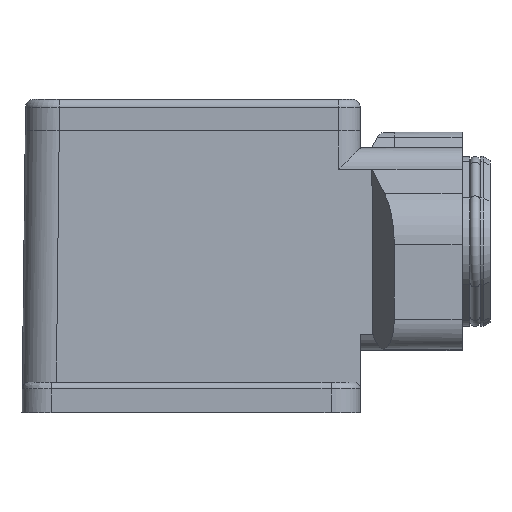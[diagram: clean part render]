
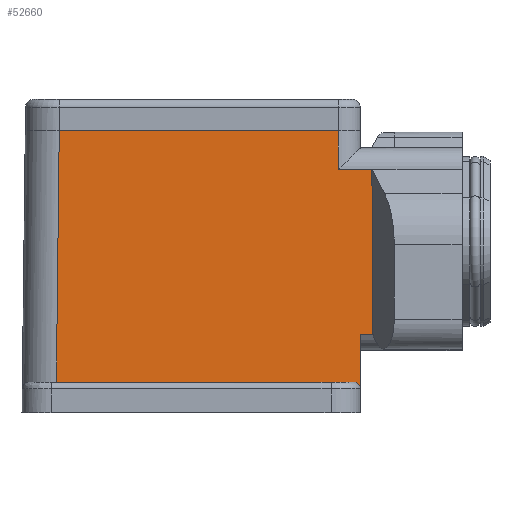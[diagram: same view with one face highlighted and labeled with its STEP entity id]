
A CAD part, left-side view. The second image highlights one B-rep face of the part: STEP entity #52660.
In plain terms, the highlighted face is planar.
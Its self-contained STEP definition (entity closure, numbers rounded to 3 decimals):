
#21050=CARTESIAN_POINT('',(13.55,-63.3,
16.45));
#21060=VERTEX_POINT('',#21050);
#21090=CARTESIAN_POINT('',(13.693,-63.491,
0.044));
#21100=DIRECTION('',(-0.009,0.012,
1.));
#21110=VECTOR('',#21100,1.);
#21120=LINE('',#21090,#21110);
#21130=CARTESIAN_POINT('',(13.873,-63.731,
-20.55));
#21140=VERTEX_POINT('',#21130);
#21150=EDGE_CURVE('',#21140,#21060,#21120,.T.);
#27230=CARTESIAN_POINT('',(13.6,-17.276,
10.728));
#27240=VERTEX_POINT('',#27230);
#39410=CARTESIAN_POINT('',(13.812,-19.,-13.6));
#39420=VERTEX_POINT('',#39410);
#40880=CARTESIAN_POINT('',(13.882,-19.,-21.55));
#40890=VERTEX_POINT('',#40880);
#40920=CARTESIAN_POINT('',(13.694,-19.,0.));
#40930=DIRECTION('',(-0.009,0.,1.));
#40940=VECTOR('',#40930,1.);
#40950=LINE('',#40920,#40940);
#40960=EDGE_CURVE('',#40890,#39420,#40950,.T.);
#41410=CARTESIAN_POINT('',(13.812,-17.198,
-13.6));
#41420=VERTEX_POINT('',#41410);
#41620=CARTESIAN_POINT('',(13.812,0.,-13.6));
#41630=DIRECTION('',(0.,1.,0.));
#41640=VECTOR('',#41630,1.);
#41650=LINE('',#41620,#41640);
#41660=EDGE_CURVE('',#39420,#41420,#41650,.T.);
#52130=CARTESIAN_POINT('',(13.55,0.,16.45));
#52140=DIRECTION('',(-1.,0.,-0.009));
#52150=DIRECTION('',(0.,1.,0.));
#52160=AXIS2_PLACEMENT_3D('',#52130,#52140,#52150);
#52170=PLANE('',#52160);
#52180=CARTESIAN_POINT('',(13.694,-17.242,0.));
#52190=DIRECTION('',(-0.009,-0.003,
1.));
#52200=VECTOR('',#52190,1.);
#52210=LINE('',#52180,#52200);
#52220=EDGE_CURVE('',#41420,#27240,#52210,.T.);
#52230=ORIENTED_EDGE('',*,*,#52220,.T.);
#52240=ORIENTED_EDGE('',*,*,#41660,.T.);
#52250=ORIENTED_EDGE('',*,*,#40960,.T.);
#52260=CARTESIAN_POINT('',(13.882,-20.,-21.55));
#52270=DIRECTION('',(-1.,0.,-0.009));
#52280=DIRECTION('',(0.009,0.,-1.));
#52290=AXIS2_PLACEMENT_3D('',#52260,#52270,#52280);
#52300=ELLIPSE('',#52290,1.,1.);
#52310=CARTESIAN_POINT('',(13.873,-20.,-20.55));
#52320=VERTEX_POINT('',#52310);
#52330=EDGE_CURVE('',#52320,#40890,#52300,.T.);
#52340=ORIENTED_EDGE('',*,*,#52330,.T.);
#52350=CARTESIAN_POINT('',(13.873,0.,-20.55));
#52360=DIRECTION('',(0.,1.,0.));
#52370=VECTOR('',#52360,1.);
#52380=LINE('',#52350,#52370);
#52390=EDGE_CURVE('',#21140,#52320,#52380,.T.);
#52400=ORIENTED_EDGE('',*,*,#52390,.T.);
#52410=ORIENTED_EDGE('',*,*,#21150,.F.);
#52420=CARTESIAN_POINT('',(13.55,0.,16.45));
#52430=DIRECTION('',(0.,1.,0.));
#52440=VECTOR('',#52430,1.);
#52450=LINE('',#52420,#52440);
#52460=CARTESIAN_POINT('',(13.55,-22.2,
16.45));
#52470=VERTEX_POINT('',#52460);
#52480=EDGE_CURVE('',#21060,#52470,#52450,.T.);
#52490=ORIENTED_EDGE('',*,*,#52480,.F.);
#52500=CARTESIAN_POINT('',(13.693,-22.2,0.028));
#52510=DIRECTION('',(-0.009,0.,1.));
#52520=VECTOR('',#52510,1.);
#52530=LINE('',#52500,#52520);
#52540=CARTESIAN_POINT('',(13.6,-22.2,10.728));
#52550=VERTEX_POINT('',#52540);
#52560=EDGE_CURVE('',#52550,#52470,#52530,.T.);
#52570=ORIENTED_EDGE('',*,*,#52560,.T.);
#52580=CARTESIAN_POINT('',(13.6,0.,10.728));
#52590=DIRECTION('',(0.,-1.,0.));
#52600=VECTOR('',#52590,1.);
#52610=LINE('',#52580,#52600);
#52620=EDGE_CURVE('',#27240,#52550,#52610,.T.);
#52630=ORIENTED_EDGE('',*,*,#52620,.T.);
#52640=EDGE_LOOP('',(#52630,#52570,#52490,#52410,#52400,#52340,#52250,
#52240,#52230));
#52650=FACE_OUTER_BOUND('',#52640,.T.);
#52660=ADVANCED_FACE('',(#52650),#52170,.F.);
